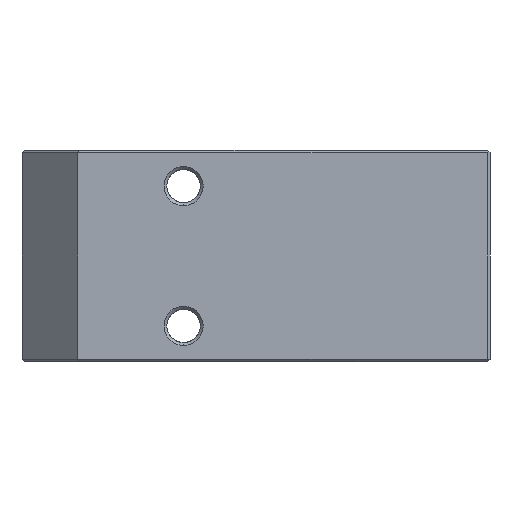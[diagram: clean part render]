
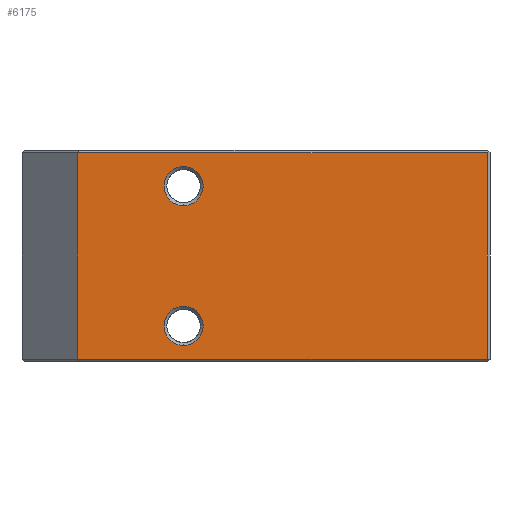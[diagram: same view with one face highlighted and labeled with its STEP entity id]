
A CAD part, front view. The second image highlights one B-rep face of the part: STEP entity #6175.
In plain terms, the highlighted planar face has unit normal (0, -1, 0).
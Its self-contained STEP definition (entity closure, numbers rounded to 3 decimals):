
#47 = FACE_BOUND ( 'NONE', #3418, .T. ) ;
#227 = EDGE_CURVE ( 'NONE', #5398, #1874, #2742, .T. ) ;
#352 = DIRECTION ( 'NONE',  ( 0., 0., -1. ) ) ;
#388 = LINE ( 'NONE', #8449, #2244 ) ;
#440 = DIRECTION ( 'NONE',  ( 0., -1., 0. ) ) ;
#477 = ORIENTED_EDGE ( 'NONE', *, *, #227, .F. ) ;
#741 = VECTOR ( 'NONE', #4058, 1000. ) ;
#852 = VERTEX_POINT ( 'NONE', #3870 ) ;
#920 = VERTEX_POINT ( 'NONE', #7970 ) ;
#945 = CIRCLE ( 'NONE', #3565, 7.025 ) ;
#1038 = CIRCLE ( 'NONE', #2104, 7.025 ) ;
#1147 = CARTESIAN_POINT ( 'NONE',  ( -26., -73., -25.1 ) ) ;
#1455 = ORIENTED_EDGE ( 'NONE', *, *, #4437, .T. ) ;
#1674 = DIRECTION ( 'NONE',  ( -1., 0., 0. ) ) ;
#1681 = EDGE_CURVE ( 'NONE', #920, #5378, #1038, .T. ) ;
#1874 = VERTEX_POINT ( 'NONE', #6796 ) ;
#1919 = FACE_BOUND ( 'NONE', #1953, .T. ) ;
#1933 = DIRECTION ( 'NONE',  ( 0., 0., -1. ) ) ;
#1953 = EDGE_LOOP ( 'NONE', ( #3646, #2281 ) ) ;
#2104 = AXIS2_PLACEMENT_3D ( 'NONE', #9829, #5148, #352 ) ;
#2209 = VECTOR ( 'NONE', #1674, 1000. ) ;
#2244 = VECTOR ( 'NONE', #10000, 1000. ) ;
#2281 = ORIENTED_EDGE ( 'NONE', *, *, #2566, .F. ) ;
#2450 = CARTESIAN_POINT ( 'NONE',  ( 83., -73., -37. ) ) ;
#2566 = EDGE_CURVE ( 'NONE', #5378, #920, #9277, .T. ) ;
#2742 = CIRCLE ( 'NONE', #3283, 7.025 ) ;
#2886 = ORIENTED_EDGE ( 'NONE', *, *, #7473, .T. ) ;
#3093 = CARTESIAN_POINT ( 'NONE',  ( -64., -73., -37. ) ) ;
#3120 = DIRECTION ( 'NONE',  ( 0., 0., -1. ) ) ;
#3170 = AXIS2_PLACEMENT_3D ( 'NONE', #1147, #6689, #1933 ) ;
#3283 = AXIS2_PLACEMENT_3D ( 'NONE', #5219, #440, #6002 ) ;
#3418 = EDGE_LOOP ( 'NONE', ( #477, #4691 ) ) ;
#3506 = CARTESIAN_POINT ( 'NONE',  ( -26., -73., -18.075 ) ) ;
#3565 = AXIS2_PLACEMENT_3D ( 'NONE', #4492, #9989, #5304 ) ;
#3646 = ORIENTED_EDGE ( 'NONE', *, *, #1681, .F. ) ;
#3695 = EDGE_CURVE ( 'NONE', #852, #4952, #4330, .T. ) ;
#3858 = EDGE_LOOP ( 'NONE', ( #2886, #1455, #9444, #6247 ) ) ;
#3870 = CARTESIAN_POINT ( 'NONE',  ( 83., -73., 37. ) ) ;
#3876 = LINE ( 'NONE', #6287, #7835 ) ;
#4058 = DIRECTION ( 'NONE',  ( 0., 0., -1. ) ) ;
#4330 = LINE ( 'NONE', #7227, #2209 ) ;
#4437 = EDGE_CURVE ( 'NONE', #8879, #6963, #388, .T. ) ;
#4492 = CARTESIAN_POINT ( 'NONE',  ( -26., -73., 25.1 ) ) ;
#4691 = ORIENTED_EDGE ( 'NONE', *, *, #9478, .F. ) ;
#4952 = VERTEX_POINT ( 'NONE', #9315 ) ;
#5006 = LINE ( 'NONE', #8784, #741 ) ;
#5148 = DIRECTION ( 'NONE',  ( 0., -1., 0. ) ) ;
#5195 = EDGE_CURVE ( 'NONE', #852, #6963, #5006, .T. ) ;
#5219 = CARTESIAN_POINT ( 'NONE',  ( -26., -73., 25.1 ) ) ;
#5304 = DIRECTION ( 'NONE',  ( 0., 0., -1. ) ) ;
#5378 = VERTEX_POINT ( 'NONE', #3506 ) ;
#5398 = VERTEX_POINT ( 'NONE', #6701 ) ;
#5871 = CARTESIAN_POINT ( 'NONE',  ( -64., -73., 38. ) ) ;
#6002 = DIRECTION ( 'NONE',  ( 0., 0., -1. ) ) ;
#6175 = ADVANCED_FACE ( 'NONE', ( #1919, #47, #10074 ), #6660, .F. ) ;
#6247 = ORIENTED_EDGE ( 'NONE', *, *, #3695, .T. ) ;
#6287 = CARTESIAN_POINT ( 'NONE',  ( -64., -73., 38. ) ) ;
#6660 = PLANE ( 'NONE',  #7134 ) ;
#6689 = DIRECTION ( 'NONE',  ( 0., -1., 0. ) ) ;
#6701 = CARTESIAN_POINT ( 'NONE',  ( -26., -73., 18.075 ) ) ;
#6796 = CARTESIAN_POINT ( 'NONE',  ( -26., -73., 32.125 ) ) ;
#6963 = VERTEX_POINT ( 'NONE', #2450 ) ;
#7134 = AXIS2_PLACEMENT_3D ( 'NONE', #5871, #7391, #7443 ) ;
#7227 = CARTESIAN_POINT ( 'NONE',  ( -64., -73., 37. ) ) ;
#7391 = DIRECTION ( 'NONE',  ( 0., 1., 0. ) ) ;
#7443 = DIRECTION ( 'NONE',  ( -1., 0., 0. ) ) ;
#7473 = EDGE_CURVE ( 'NONE', #4952, #8879, #3876, .T. ) ;
#7835 = VECTOR ( 'NONE', #3120, 1000. ) ;
#7970 = CARTESIAN_POINT ( 'NONE',  ( -26., -73., -32.125 ) ) ;
#8449 = CARTESIAN_POINT ( 'NONE',  ( 83., -73., -37. ) ) ;
#8784 = CARTESIAN_POINT ( 'NONE',  ( 83., -73., 38. ) ) ;
#8879 = VERTEX_POINT ( 'NONE', #3093 ) ;
#9277 = CIRCLE ( 'NONE', #3170, 7.025 ) ;
#9315 = CARTESIAN_POINT ( 'NONE',  ( -64., -73., 37. ) ) ;
#9444 = ORIENTED_EDGE ( 'NONE', *, *, #5195, .F. ) ;
#9478 = EDGE_CURVE ( 'NONE', #1874, #5398, #945, .T. ) ;
#9829 = CARTESIAN_POINT ( 'NONE',  ( -26., -73., -25.1 ) ) ;
#9989 = DIRECTION ( 'NONE',  ( 0., -1., 0. ) ) ;
#10000 = DIRECTION ( 'NONE',  ( 1., 0., 0. ) ) ;
#10074 = FACE_OUTER_BOUND ( 'NONE', #3858, .T. ) ;
